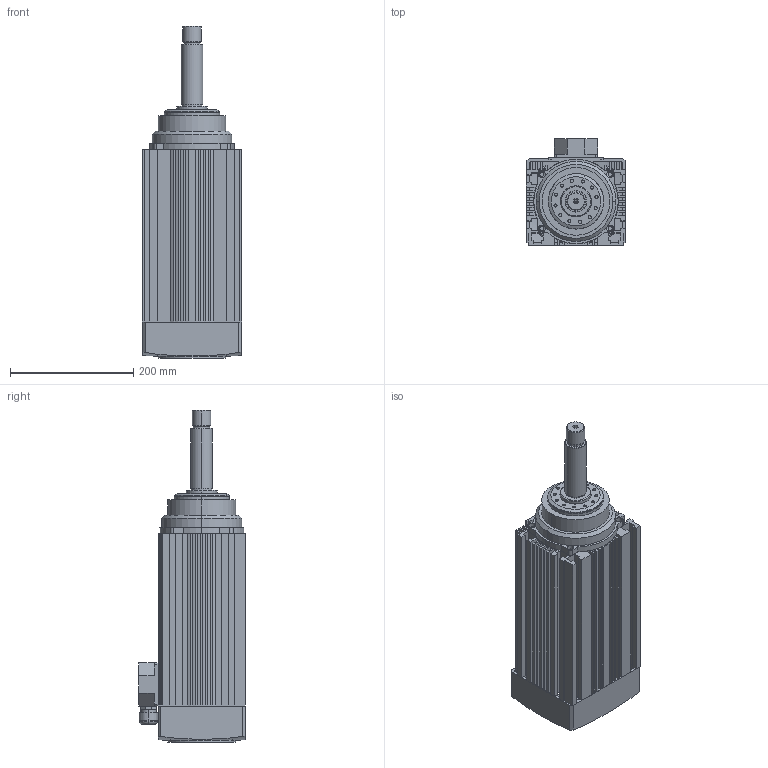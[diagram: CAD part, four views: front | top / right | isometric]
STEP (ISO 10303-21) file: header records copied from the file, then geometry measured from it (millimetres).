
FILE_DESCRIPTION (( 'STEP AP214' ), '1' );
FILE_NAME ('GDF71-12Z-9.STEP', '2021-05-22T01:30:06', ( '萇齟' ), ( '' ), 'SwSTEP 2.0', 'SolidWorks 2018', '' );
FILE_SCHEMA (( 'AUTOMOTIVE_DESIGN' ));
Length unit declared in the file: millimetre
Products named in the file (8): GDF55-12Z-2.2PG13.5AD18; GDF71-12Z-9.0儂褲; GDF71-12Z-9.0粣芛; GDF71-12Z-9.0前螺母; 瑞欶; GDF71-12Z-9.0儂裔; GDF71-12Z-9; GDF55-12Z-2.2諉盄碟
Assembly tree (7 placements, depth 2):
  GDF71-12Z-9
    GDF71-12Z-9.0儂褲
    GDF71-12Z-9.0儂裔
    GDF71-12Z-9.0前螺母
    GDF71-12Z-9.0粣芛
    瑞欶
    GDF55-12Z-2.2諉盄碟
    GDF55-12Z-2.2PG13.5AD18
Bounding box: 161 x 173.5 x 539.5 mm (x, y, z)
Volume: 2466122.3 mm3; surface area: 825306.8 mm2
Topology: 7 solids, 7 shells, 580 faces, 1514 edges, 985 vertices
Faces by surface type: plane 300, cylinder 226, cone 46, torus 8
Entity records: 18884 total; most frequent: CARTESIAN_POINT 3795, DIRECTION 3120, ORIENTED_EDGE 3024, EDGE_CURVE 1512, AXIS2_PLACEMENT_3D 1064, VECTOR 992, LINE 992, VERTEX_POINT 985
